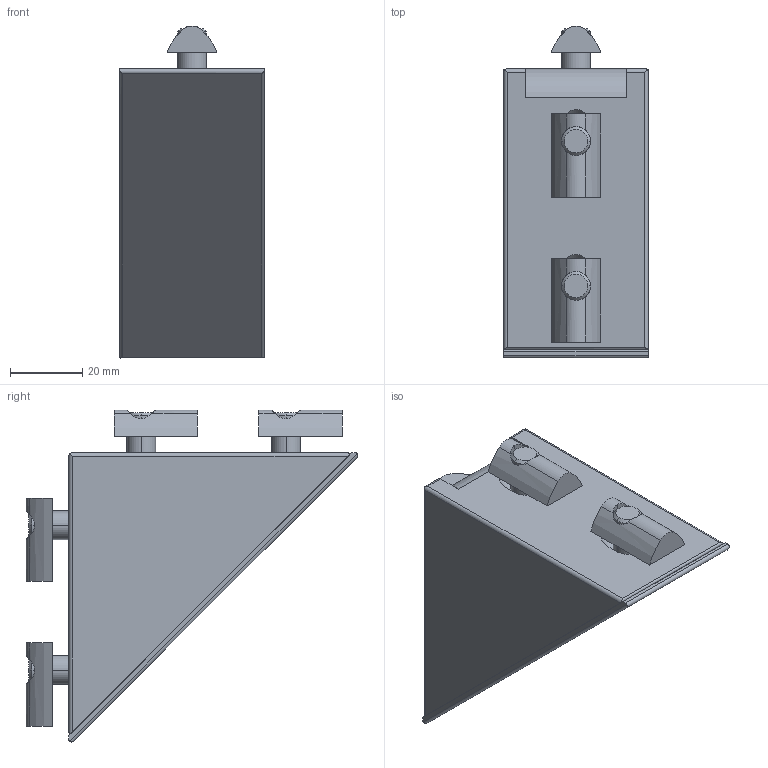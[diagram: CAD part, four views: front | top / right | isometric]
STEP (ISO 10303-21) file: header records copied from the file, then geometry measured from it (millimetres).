
FILE_DESCRIPTION(('STEP AP214'),'1');
FILE_NAME('cctmp_15769CFF-A57F-419F-960D-38CD89545C39_2019_11_10_14_18_35_388..stp','2019-11-10T13:18:35',('item Industrietechnik GmbH'),('CADClick - www.CADClick.com'),'Spatial InterOp 3D',' ','unknown authorization');
FILE_SCHEMA(('AUTOMOTIVE_DESIGN'));
Length unit declared in the file: millimetre
Products named in the file (1): 1
Bounding box: 40 x 91.67 x 91.67 mm (x, y, z)
Volume: 65155 mm3; surface area: 40024.4 mm2
Topology: 5 solids, 5 shells, 239 faces, 586 edges, 372 vertices
Faces by surface type: cylinder 114, plane 101, torus 16, cone 8
Entity records: 9872 total; most frequent: CARTESIAN_POINT 2070, DIRECTION 1290, ORIENTED_EDGE 1172, EDGE_CURVE 586, AXIS2_PLACEMENT_3D 496, VERTEX_POINT 372, LINE 298, VECTOR 298
